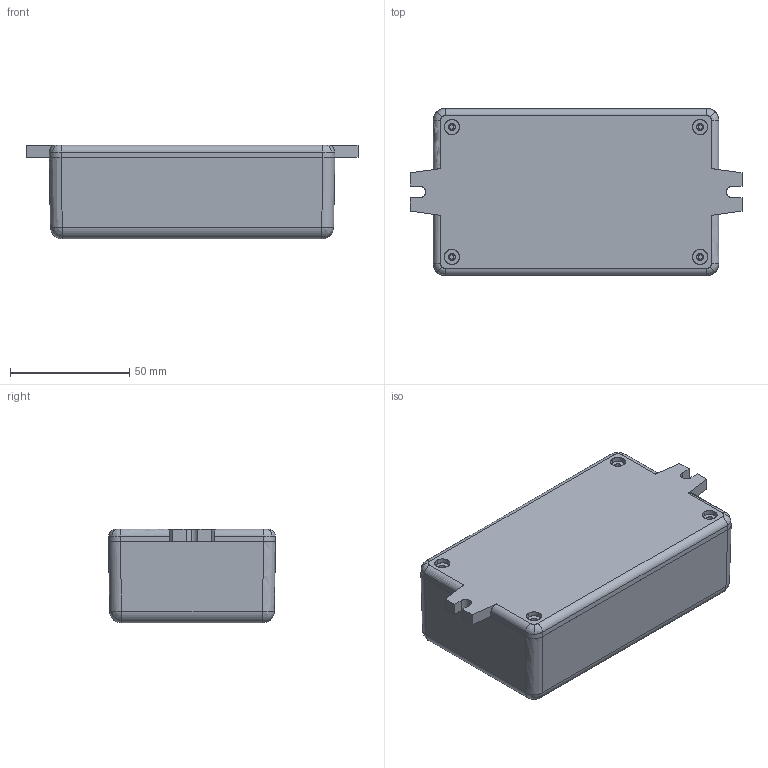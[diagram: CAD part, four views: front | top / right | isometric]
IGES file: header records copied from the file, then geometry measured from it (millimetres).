
Start section: SolidWorks IGES file using analytic representation for surfaces
Global section: file name: KM-55A.IGS; native system: SolidWorks 2013; preprocessor: SolidWorks 2013; author: RAKS; date: 190412.143750; units: millimetre
Bounding box: 139.46 x 70.2 x 39.4 mm (x, y, z)
Surface area: 64280.8 mm2 (no closed solid volume)
Topology: 0 solids, 0 shells, 163 faces, 2477 edges, 2469 vertices
Faces by surface type: bspline 94, revolution 69
